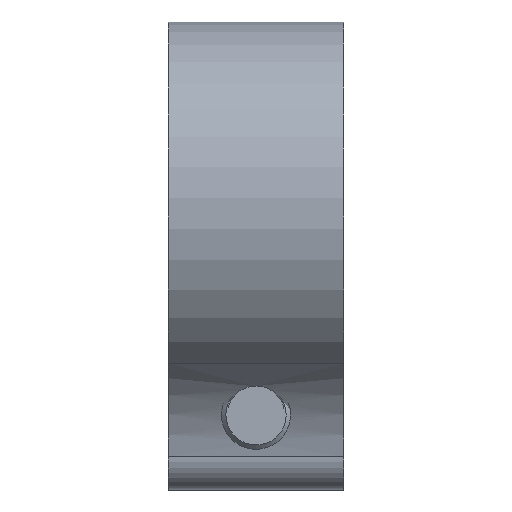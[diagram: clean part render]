
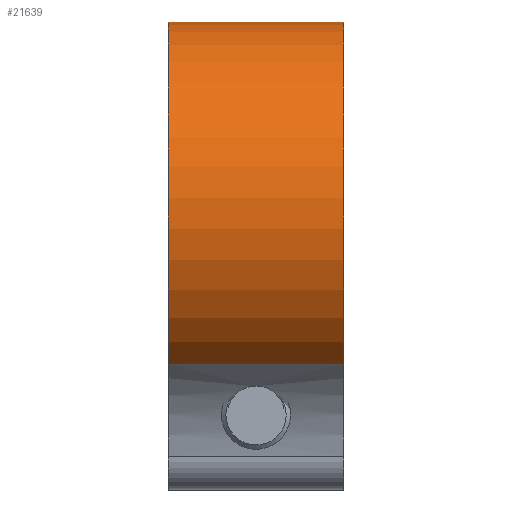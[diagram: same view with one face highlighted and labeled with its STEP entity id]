
A CAD part, left-side view. The second image highlights one B-rep face of the part: STEP entity #21639.
In plain terms, the highlighted cylindrical face has radius 16.51 mm (diameter 33.02 mm), a partial arc.
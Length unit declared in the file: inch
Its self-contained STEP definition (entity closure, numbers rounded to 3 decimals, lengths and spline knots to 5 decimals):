
#58 = CARTESIAN_POINT ( 'NONE',  ( -2.50653, 0.7826, -0.5221 ) ) ;
#632 = CYLINDRICAL_SURFACE ( 'NONE', #643, 0.65 ) ;
#643 = AXIS2_PLACEMENT_3D ( 'NONE', #11238, #27757, #23082 ) ;
#1159 = LINE ( 'NONE', #9740, #7453 ) ;
#2427 = CARTESIAN_POINT ( 'NONE',  ( -2.11293, 1.3826, 0.64518 ) ) ;
#4596 = CIRCLE ( 'NONE', #29370, 0.65 ) ;
#6281 = CARTESIAN_POINT ( 'NONE',  ( -2.50653, 1.3826, -0.5221 ) ) ;
#7114 = EDGE_CURVE ( 'NONE', #26890, #29284, #24417, .T. ) ;
#7453 = VECTOR ( 'NONE', #12117, 39.37008 ) ;
#7952 = EDGE_CURVE ( 'NONE', #23404, #9265, #1159, .T. ) ;
#9265 = VERTEX_POINT ( 'NONE', #17611 ) ;
#9740 = CARTESIAN_POINT ( 'NONE',  ( -2.11293, 1.3826, 0.64518 ) ) ;
#11238 = CARTESIAN_POINT ( 'NONE',  ( -2.11293, 1.3826, -0.00482 ) ) ;
#11427 = CARTESIAN_POINT ( 'NONE',  ( -2.11293, 1.3826, -0.00482 ) ) ;
#12117 = DIRECTION ( 'NONE',  ( 0., -1., 0. ) ) ;
#12286 = DIRECTION ( 'NONE',  ( 0., 1., 0. ) ) ;
#13807 = DIRECTION ( 'NONE',  ( 0., 0., 1. ) ) ;
#13898 = EDGE_CURVE ( 'NONE', #26890, #23404, #17132, .T. ) ;
#14289 = CARTESIAN_POINT ( 'NONE',  ( -2.50653, 1.3826, -0.5221 ) ) ;
#15715 = EDGE_LOOP ( 'NONE', ( #18567, #16490, #23485, #29643 ) ) ;
#16490 = ORIENTED_EDGE ( 'NONE', *, *, #7952, .F. ) ;
#17132 = CIRCLE ( 'NONE', #28216, 0.65 ) ;
#17611 = CARTESIAN_POINT ( 'NONE',  ( -2.11293, 0.7826, 0.64518 ) ) ;
#17891 = DIRECTION ( 'NONE',  ( 0., -1., 0. ) ) ;
#18567 = ORIENTED_EDGE ( 'NONE', *, *, #29347, .T. ) ;
#21639 = ADVANCED_FACE ( 'NONE', ( #28782 ), #632, .T. ) ;
#23082 = DIRECTION ( 'NONE',  ( 0., 0., -1. ) ) ;
#23404 = VERTEX_POINT ( 'NONE', #2427 ) ;
#23485 = ORIENTED_EDGE ( 'NONE', *, *, #13898, .F. ) ;
#24417 = LINE ( 'NONE', #6281, #30724 ) ;
#26413 = CARTESIAN_POINT ( 'NONE',  ( -2.11293, 0.7826, -0.00482 ) ) ;
#26890 = VERTEX_POINT ( 'NONE', #14289 ) ;
#27757 = DIRECTION ( 'NONE',  ( 0., -1., 0. ) ) ;
#27942 = DIRECTION ( 'NONE',  ( 0., 1., 0. ) ) ;
#28216 = AXIS2_PLACEMENT_3D ( 'NONE', #11427, #27942, #13807 ) ;
#28782 = FACE_OUTER_BOUND ( 'NONE', #15715, .T. ) ;
#28812 = DIRECTION ( 'NONE',  ( 0., 0., 1. ) ) ;
#29284 = VERTEX_POINT ( 'NONE', #58 ) ;
#29347 = EDGE_CURVE ( 'NONE', #29284, #9265, #4596, .T. ) ;
#29370 = AXIS2_PLACEMENT_3D ( 'NONE', #26413, #12286, #28812 ) ;
#29643 = ORIENTED_EDGE ( 'NONE', *, *, #7114, .T. ) ;
#30724 = VECTOR ( 'NONE', #17891, 39.37008 ) ;
